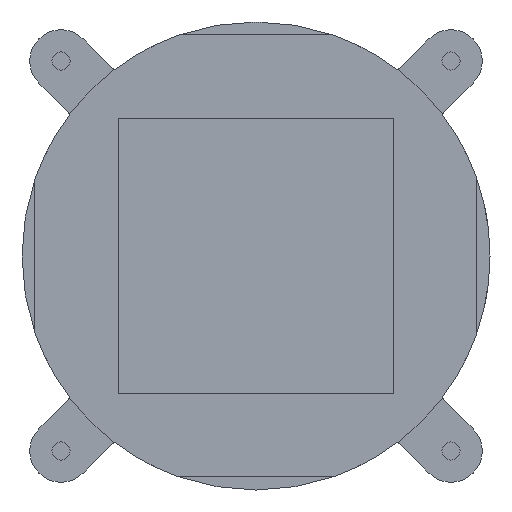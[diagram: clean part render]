
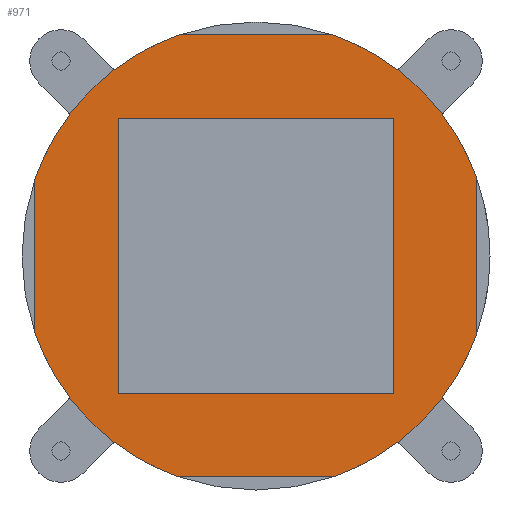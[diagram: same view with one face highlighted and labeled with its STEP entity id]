
A CAD part, front view. The second image highlights one B-rep face of the part: STEP entity #971.
In plain terms, the highlighted planar face has unit normal (0, -1, 0).
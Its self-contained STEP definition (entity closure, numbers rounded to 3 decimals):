
#19=FACE_BOUND('',#148,.T.);
#87=FACE_OUTER_BOUND('',#147,.T.);
#147=EDGE_LOOP('',(#834,#835,#836,#837,#838,#839,#840,#841,#842,#843,#844,
#845,#846,#847,#848,#849));
#148=EDGE_LOOP('',(#850,#851,#852,#853));
#191=CIRCLE('',#1047,45.);
#196=CIRCLE('',#1059,45.);
#201=CIRCLE('',#1071,45.);
#204=CIRCLE('',#1078,45.);
#205=CIRCLE('',#1079,45.);
#206=CIRCLE('',#1080,45.);
#207=CIRCLE('',#1081,45.);
#208=CIRCLE('',#1082,45.);
#209=CIRCLE('',#1083,45.);
#210=CIRCLE('',#1084,45.);
#211=CIRCLE('',#1085,45.);
#214=CIRCLE('',#1092,45.);
#282=LINE('',#1676,#363);
#283=LINE('',#1677,#364);
#284=LINE('',#1678,#365);
#285=LINE('',#1679,#366);
#286=LINE('',#1682,#367);
#287=LINE('',#1684,#368);
#288=LINE('',#1686,#369);
#289=LINE('',#1687,#370);
#363=VECTOR('',#1387,10.);
#364=VECTOR('',#1388,10.);
#365=VECTOR('',#1389,10.);
#366=VECTOR('',#1390,10.);
#367=VECTOR('',#1391,10.);
#368=VECTOR('',#1392,10.);
#369=VECTOR('',#1393,10.);
#370=VECTOR('',#1394,10.);
#425=VERTEX_POINT('',#1540);
#427=VERTEX_POINT('',#1546);
#433=VERTEX_POINT('',#1570);
#435=VERTEX_POINT('',#1576);
#441=VERTEX_POINT('',#1600);
#443=VERTEX_POINT('',#1606);
#446=VERTEX_POINT('',#1621);
#447=VERTEX_POINT('',#1624);
#448=VERTEX_POINT('',#1627);
#449=VERTEX_POINT('',#1630);
#450=VERTEX_POINT('',#1633);
#451=VERTEX_POINT('',#1636);
#452=VERTEX_POINT('',#1639);
#453=VERTEX_POINT('',#1641);
#454=VERTEX_POINT('',#1644);
#455=VERTEX_POINT('',#1646);
#462=VERTEX_POINT('',#1680);
#463=VERTEX_POINT('',#1681);
#464=VERTEX_POINT('',#1683);
#465=VERTEX_POINT('',#1685);
#525=EDGE_CURVE('',#425,#427,#191,.T.);
#540=EDGE_CURVE('',#433,#435,#196,.T.);
#555=EDGE_CURVE('',#441,#443,#201,.T.);
#564=EDGE_CURVE('',#446,#441,#204,.T.);
#565=EDGE_CURVE('',#443,#447,#205,.T.);
#568=EDGE_CURVE('',#448,#425,#206,.T.);
#569=EDGE_CURVE('',#427,#449,#207,.T.);
#572=EDGE_CURVE('',#450,#433,#208,.T.);
#573=EDGE_CURVE('',#435,#451,#209,.T.);
#576=EDGE_CURVE('',#452,#453,#210,.T.);
#579=EDGE_CURVE('',#454,#455,#211,.T.);
#588=EDGE_CURVE('',#453,#454,#214,.T.);
#594=EDGE_CURVE('',#451,#452,#282,.T.);
#595=EDGE_CURVE('',#449,#450,#283,.T.);
#596=EDGE_CURVE('',#447,#448,#284,.T.);
#597=EDGE_CURVE('',#455,#446,#285,.T.);
#598=EDGE_CURVE('',#462,#463,#286,.T.);
#599=EDGE_CURVE('',#463,#464,#287,.T.);
#600=EDGE_CURVE('',#464,#465,#288,.T.);
#601=EDGE_CURVE('',#465,#462,#289,.T.);
#834=ORIENTED_EDGE('',*,*,#576,.F.);
#835=ORIENTED_EDGE('',*,*,#594,.F.);
#836=ORIENTED_EDGE('',*,*,#573,.F.);
#837=ORIENTED_EDGE('',*,*,#540,.F.);
#838=ORIENTED_EDGE('',*,*,#572,.F.);
#839=ORIENTED_EDGE('',*,*,#595,.F.);
#840=ORIENTED_EDGE('',*,*,#569,.F.);
#841=ORIENTED_EDGE('',*,*,#525,.F.);
#842=ORIENTED_EDGE('',*,*,#568,.F.);
#843=ORIENTED_EDGE('',*,*,#596,.F.);
#844=ORIENTED_EDGE('',*,*,#565,.F.);
#845=ORIENTED_EDGE('',*,*,#555,.F.);
#846=ORIENTED_EDGE('',*,*,#564,.F.);
#847=ORIENTED_EDGE('',*,*,#597,.F.);
#848=ORIENTED_EDGE('',*,*,#579,.F.);
#849=ORIENTED_EDGE('',*,*,#588,.F.);
#850=ORIENTED_EDGE('',*,*,#598,.T.);
#851=ORIENTED_EDGE('',*,*,#599,.T.);
#852=ORIENTED_EDGE('',*,*,#600,.T.);
#853=ORIENTED_EDGE('',*,*,#601,.T.);
#915=PLANE('',#1098);
#971=ADVANCED_FACE('',(#87,#19),#915,.F.);
#1047=AXIS2_PLACEMENT_3D('',#1547,#1240,#1241);
#1059=AXIS2_PLACEMENT_3D('',#1577,#1274,#1275);
#1071=AXIS2_PLACEMENT_3D('',#1607,#1308,#1309);
#1078=AXIS2_PLACEMENT_3D('',#1623,#1328,#1329);
#1079=AXIS2_PLACEMENT_3D('',#1625,#1330,#1331);
#1080=AXIS2_PLACEMENT_3D('',#1629,#1334,#1335);
#1081=AXIS2_PLACEMENT_3D('',#1631,#1336,#1337);
#1082=AXIS2_PLACEMENT_3D('',#1635,#1340,#1341);
#1083=AXIS2_PLACEMENT_3D('',#1637,#1342,#1343);
#1084=AXIS2_PLACEMENT_3D('',#1642,#1346,#1347);
#1085=AXIS2_PLACEMENT_3D('',#1647,#1350,#1351);
#1092=AXIS2_PLACEMENT_3D('',#1664,#1370,#1371);
#1098=AXIS2_PLACEMENT_3D('',#1675,#1385,#1386);
#1240=DIRECTION('center_axis',(0.,1.,0.));
#1241=DIRECTION('ref_axis',(-1.,0.,0.));
#1274=DIRECTION('center_axis',(0.,1.,0.));
#1275=DIRECTION('ref_axis',(-1.,0.,0.));
#1308=DIRECTION('center_axis',(0.,1.,0.));
#1309=DIRECTION('ref_axis',(-1.,0.,0.));
#1328=DIRECTION('center_axis',(0.,1.,0.));
#1329=DIRECTION('ref_axis',(-1.,0.,0.));
#1330=DIRECTION('center_axis',(0.,1.,0.));
#1331=DIRECTION('ref_axis',(-1.,0.,0.));
#1334=DIRECTION('center_axis',(0.,1.,0.));
#1335=DIRECTION('ref_axis',(-1.,0.,0.));
#1336=DIRECTION('center_axis',(0.,1.,0.));
#1337=DIRECTION('ref_axis',(-1.,0.,0.));
#1340=DIRECTION('center_axis',(0.,1.,0.));
#1341=DIRECTION('ref_axis',(-1.,0.,0.));
#1342=DIRECTION('center_axis',(0.,1.,0.));
#1343=DIRECTION('ref_axis',(-1.,0.,0.));
#1346=DIRECTION('center_axis',(0.,1.,0.));
#1347=DIRECTION('ref_axis',(-1.,0.,0.));
#1350=DIRECTION('center_axis',(0.,1.,0.));
#1351=DIRECTION('ref_axis',(-1.,0.,0.));
#1370=DIRECTION('center_axis',(0.,1.,0.));
#1371=DIRECTION('ref_axis',(-1.,0.,0.));
#1385=DIRECTION('center_axis',(0.,1.,0.));
#1386=DIRECTION('ref_axis',(-1.,0.,0.));
#1387=DIRECTION('',(1.,0.,0.));
#1388=DIRECTION('',(0.,0.,1.));
#1389=DIRECTION('',(-1.,0.,0.));
#1390=DIRECTION('',(0.,0.,-1.));
#1391=DIRECTION('',(1.,0.,0.));
#1392=DIRECTION('',(0.,0.,-1.));
#1393=DIRECTION('',(-1.,0.,0.));
#1394=DIRECTION('',(0.,0.,1.));
#1540=CARTESIAN_POINT('',(-27.304,9.,-35.77));
#1546=CARTESIAN_POINT('',(-35.77,9.,-27.304));
#1547=CARTESIAN_POINT('Origin',(0.,9.,0.));
#1570=CARTESIAN_POINT('',(-35.77,9.,27.304));
#1576=CARTESIAN_POINT('',(-27.304,9.,35.77));
#1577=CARTESIAN_POINT('Origin',(0.,9.,0.));
#1600=CARTESIAN_POINT('',(35.77,9.,-27.304));
#1606=CARTESIAN_POINT('',(27.304,9.,-35.77));
#1607=CARTESIAN_POINT('Origin',(0.,9.,0.));
#1621=CARTESIAN_POINT('',(42.5,9.,-14.79));
#1623=CARTESIAN_POINT('Origin',(0.,9.,0.));
#1624=CARTESIAN_POINT('',(14.79,9.,-42.5));
#1625=CARTESIAN_POINT('Origin',(0.,9.,0.));
#1627=CARTESIAN_POINT('',(-14.79,9.,-42.5));
#1629=CARTESIAN_POINT('Origin',(0.,9.,0.));
#1630=CARTESIAN_POINT('',(-42.5,9.,-14.79));
#1631=CARTESIAN_POINT('Origin',(0.,9.,0.));
#1633=CARTESIAN_POINT('',(-42.5,9.,14.79));
#1635=CARTESIAN_POINT('Origin',(0.,9.,0.));
#1636=CARTESIAN_POINT('',(-14.79,9.,42.5));
#1637=CARTESIAN_POINT('Origin',(0.,9.,0.));
#1639=CARTESIAN_POINT('',(14.79,9.,42.5));
#1641=CARTESIAN_POINT('',(27.304,9.,35.77));
#1642=CARTESIAN_POINT('Origin',(0.,9.,0.));
#1644=CARTESIAN_POINT('',(35.77,9.,27.304));
#1646=CARTESIAN_POINT('',(42.5,9.,14.79));
#1647=CARTESIAN_POINT('Origin',(0.,9.,0.));
#1664=CARTESIAN_POINT('Origin',(0.,9.,0.));
#1675=CARTESIAN_POINT('Origin',(0.,9.,0.));
#1676=CARTESIAN_POINT('',(-42.5,9.,42.5));
#1677=CARTESIAN_POINT('',(-42.5,9.,-42.5));
#1678=CARTESIAN_POINT('',(42.5,9.,-42.5));
#1679=CARTESIAN_POINT('',(42.5,9.,42.5));
#1680=CARTESIAN_POINT('',(-26.5,9.,26.5));
#1681=CARTESIAN_POINT('',(26.5,9.,26.5));
#1682=CARTESIAN_POINT('',(-26.5,9.,26.5));
#1683=CARTESIAN_POINT('',(26.5,9.,-26.5));
#1684=CARTESIAN_POINT('',(26.5,9.,26.5));
#1685=CARTESIAN_POINT('',(-26.5,9.,-26.5));
#1686=CARTESIAN_POINT('',(26.5,9.,-26.5));
#1687=CARTESIAN_POINT('',(-26.5,9.,-26.5));
